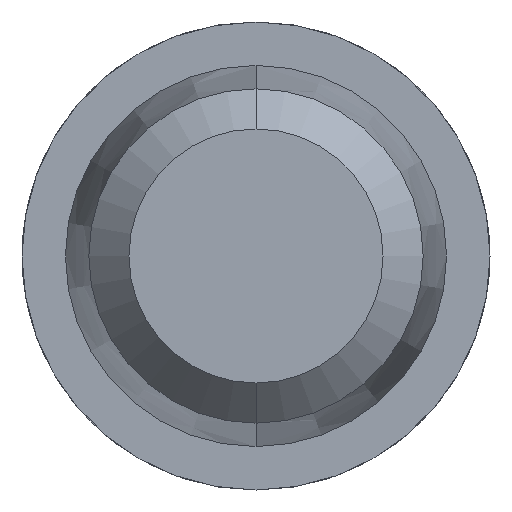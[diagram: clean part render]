
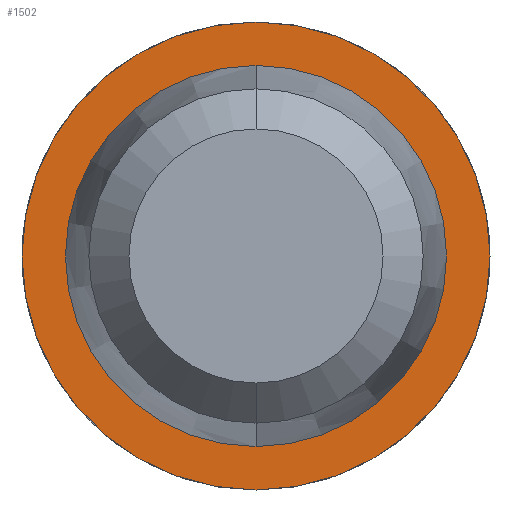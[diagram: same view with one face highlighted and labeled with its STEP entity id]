
A CAD part, front view. The second image highlights one B-rep face of the part: STEP entity #1502.
In plain terms, the highlighted planar face has unit normal (0, -1, 0).
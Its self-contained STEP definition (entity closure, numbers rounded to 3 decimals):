
#158 = AXIS2_PLACEMENT_3D ( 'NONE', #613, #2324, #305 ) ;
#206 = EDGE_CURVE ( 'Defeature ausgef�hrt2_9+Defeature ausgef�hrt2_10+Defeature ausgef�hrt2_10+Defeature ausgef�hrt2_10', #2537, #686, #928, .T. ) ;
#305 = DIRECTION ( 'NONE',  ( 0., 0., -1. ) ) ;
#492 = AXIS2_PLACEMENT_3D ( 'NONE', #3658, #1639, #1610 ) ;
#502 = EDGE_CURVE ( 'Defeature ausgef�hrt2_10+Defeature ausgef�hrt2_11+Defeature ausgef�hrt2_11+Defeature ausgef�hrt2_11', #519, #1439, #924, .T. ) ;
#519 = VERTEX_POINT ( 'NONE', #1349 ) ;
#562 = ORIENTED_EDGE ( 'NONE', *, *, #502, .T. ) ;
#603 = AXIS2_PLACEMENT_3D ( 'NONE', #3591, #3622, #2292 ) ;
#612 = CARTESIAN_POINT ( 'NONE',  ( 0.57, 26., 0. ) ) ;
#613 = CARTESIAN_POINT ( 'NONE',  ( 0., 26., 0. ) ) ;
#686 = VERTEX_POINT ( 'NONE', #3585 ) ;
#924 = CIRCLE ( 'NONE', #2459, 0.7 ) ;
#928 = CIRCLE ( 'NONE', #158, 0.57 ) ;
#1020 = CARTESIAN_POINT ( 'NONE',  ( 0., 26., -0.57 ) ) ;
#1023 = CARTESIAN_POINT ( 'NONE',  ( 0., 26., 0. ) ) ;
#1030 = DIRECTION ( 'NONE',  ( 0., 0., -1. ) ) ;
#1136 = ORIENTED_EDGE ( 'NONE', *, *, #3289, .F. ) ;
#1243 = AXIS2_PLACEMENT_3D ( 'NONE', #612, #1369, #1030 ) ;
#1268 = CARTESIAN_POINT ( 'NONE',  ( 0., 26., 0.7 ) ) ;
#1349 = CARTESIAN_POINT ( 'NONE',  ( 0., 26., -0.7 ) ) ;
#1369 = DIRECTION ( 'NONE',  ( 0., -1., 0. ) ) ;
#1439 = VERTEX_POINT ( 'NONE', #1268 ) ;
#1502 = ADVANCED_FACE ( 'Defeature ausgef�hrt2_10', ( #2035, #3620 ), #1633, .T. ) ;
#1610 = DIRECTION ( 'NONE',  ( 0., 0., -1. ) ) ;
#1633 = PLANE ( 'NONE',  #1243 ) ;
#1639 = DIRECTION ( 'NONE',  ( 0., -1., 0. ) ) ;
#2035 = FACE_OUTER_BOUND ( 'NONE', #3322, .T. ) ;
#2292 = DIRECTION ( 'NONE',  ( 0., 0., -1. ) ) ;
#2324 = DIRECTION ( 'NONE',  ( 0., -1., 0. ) ) ;
#2459 = AXIS2_PLACEMENT_3D ( 'NONE', #1023, #3378, #3358 ) ;
#2537 = VERTEX_POINT ( 'NONE', #1020 ) ;
#2745 = EDGE_LOOP ( 'NONE', ( #1136, #4036 ) ) ;
#3289 = EDGE_CURVE ( 'Defeature ausgef�hrt2_9+Defeature ausgef�hrt2_10+Defeature ausgef�hrt2_10+Defeature ausgef�hrt2_10', #686, #2537, #3454, .T. ) ;
#3322 = EDGE_LOOP ( 'NONE', ( #562, #3797 ) ) ;
#3358 = DIRECTION ( 'NONE',  ( 0., 0., -1. ) ) ;
#3378 = DIRECTION ( 'NONE',  ( 0., -1., 0. ) ) ;
#3454 = CIRCLE ( 'NONE', #603, 0.57 ) ;
#3585 = CARTESIAN_POINT ( 'NONE',  ( 0., 26., 0.57 ) ) ;
#3591 = CARTESIAN_POINT ( 'NONE',  ( 0., 26., 0. ) ) ;
#3612 = CIRCLE ( 'NONE', #492, 0.7 ) ;
#3620 = FACE_BOUND ( 'NONE', #2745, .T. ) ;
#3622 = DIRECTION ( 'NONE',  ( 0., -1., 0. ) ) ;
#3658 = CARTESIAN_POINT ( 'NONE',  ( 0., 26., 0. ) ) ;
#3797 = ORIENTED_EDGE ( 'NONE', *, *, #3865, .T. ) ;
#3865 = EDGE_CURVE ( 'Defeature ausgef�hrt2_10+Defeature ausgef�hrt2_11+Defeature ausgef�hrt2_11+Defeature ausgef�hrt2_11', #1439, #519, #3612, .T. ) ;
#4036 = ORIENTED_EDGE ( 'NONE', *, *, #206, .F. ) ;
